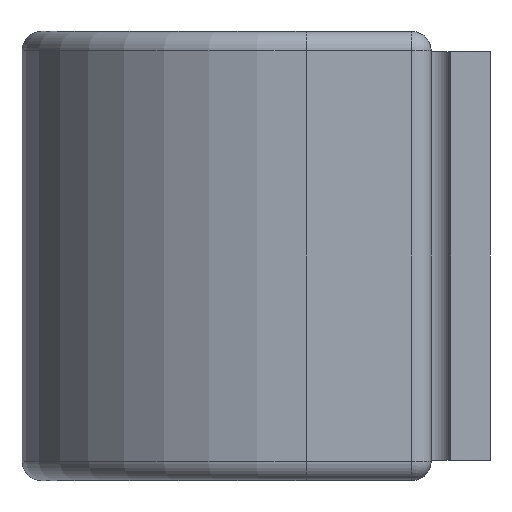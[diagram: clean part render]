
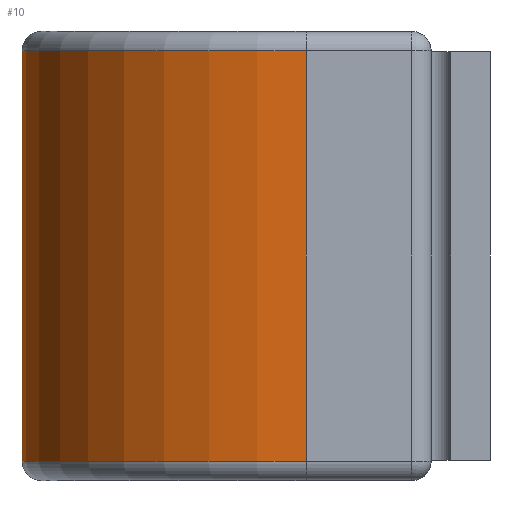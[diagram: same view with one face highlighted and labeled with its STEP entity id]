
A CAD part, left-side view. The second image highlights one B-rep face of the part: STEP entity #10.
In plain terms, the highlighted cylindrical face has radius 11.049 mm (diameter 22.098 mm), a partial arc.
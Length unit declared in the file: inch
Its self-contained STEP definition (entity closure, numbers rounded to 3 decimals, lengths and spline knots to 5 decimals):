
#10 = ADVANCED_FACE ( 'NONE', ( #1707 ), #163, .T. ) ;
#105 = DIRECTION ( 'NONE',  ( 0., 0., 1. ) ) ;
#106 = DIRECTION ( 'NONE',  ( 1., 0., 0. ) ) ;
#163 = CYLINDRICAL_SURFACE ( 'NONE', #394, 0.435 ) ;
#192 = EDGE_CURVE ( 'NONE', #1714, #469, #686, .T. ) ;
#193 = ORIENTED_EDGE ( 'NONE', *, *, #1008, .F. ) ;
#240 = CARTESIAN_POINT ( 'NONE',  ( 1.559, 0.28125, 0.31375 ) ) ;
#245 = DIRECTION ( 'NONE',  ( 0., 0., 1. ) ) ;
#268 = VERTEX_POINT ( 'NONE', #240 ) ;
#272 = VECTOR ( 'NONE', #1147, 39.37008 ) ;
#301 = EDGE_LOOP ( 'NONE', ( #1587, #1808, #1478, #193 ) ) ;
#394 = AXIS2_PLACEMENT_3D ( 'NONE', #857, #245, #106 ) ;
#438 = AXIS2_PLACEMENT_3D ( 'NONE', #1046, #105, #1191 ) ;
#444 = CIRCLE ( 'NONE', #673, 0.435 ) ;
#469 = VERTEX_POINT ( 'NONE', #1541 ) ;
#580 = DIRECTION ( 'NONE',  ( 0., 0., 1. ) ) ;
#623 = CIRCLE ( 'NONE', #438, 0.435 ) ;
#663 = CARTESIAN_POINT ( 'NONE',  ( 1.559, 0.28125, -0.31375 ) ) ;
#673 = AXIS2_PLACEMENT_3D ( 'NONE', #1485, #580, #1639 ) ;
#686 = LINE ( 'NONE', #1434, #272 ) ;
#857 = CARTESIAN_POINT ( 'NONE',  ( 1.124, 0.28125, 0.3125 ) ) ;
#874 = LINE ( 'NONE', #663, #1627 ) ;
#981 = CARTESIAN_POINT ( 'NONE',  ( 0.689, 0.28125, -0.31375 ) ) ;
#1008 = EDGE_CURVE ( 'NONE', #268, #469, #623, .T. ) ;
#1046 = CARTESIAN_POINT ( 'NONE',  ( 1.124, 0.28125, 0.31375 ) ) ;
#1147 = DIRECTION ( 'NONE',  ( 0., 0., 1. ) ) ;
#1191 = DIRECTION ( 'NONE',  ( 1., 0., 0. ) ) ;
#1259 = CARTESIAN_POINT ( 'NONE',  ( 1.559, 0.28125, -0.31375 ) ) ;
#1329 = EDGE_CURVE ( 'NONE', #1608, #1714, #444, .T. ) ;
#1434 = CARTESIAN_POINT ( 'NONE',  ( 0.689, 0.28125, -0.31375 ) ) ;
#1478 = ORIENTED_EDGE ( 'NONE', *, *, #192, .T. ) ;
#1485 = CARTESIAN_POINT ( 'NONE',  ( 1.124, 0.28125, -0.31375 ) ) ;
#1541 = CARTESIAN_POINT ( 'NONE',  ( 0.689, 0.28125, 0.31375 ) ) ;
#1587 = ORIENTED_EDGE ( 'NONE', *, *, #1640, .F. ) ;
#1608 = VERTEX_POINT ( 'NONE', #1259 ) ;
#1627 = VECTOR ( 'NONE', #1870, 39.37008 ) ;
#1639 = DIRECTION ( 'NONE',  ( 1., 0., 0. ) ) ;
#1640 = EDGE_CURVE ( 'NONE', #1608, #268, #874, .T. ) ;
#1707 = FACE_OUTER_BOUND ( 'NONE', #301, .T. ) ;
#1714 = VERTEX_POINT ( 'NONE', #981 ) ;
#1808 = ORIENTED_EDGE ( 'NONE', *, *, #1329, .T. ) ;
#1870 = DIRECTION ( 'NONE',  ( 0., 0., 1. ) ) ;
